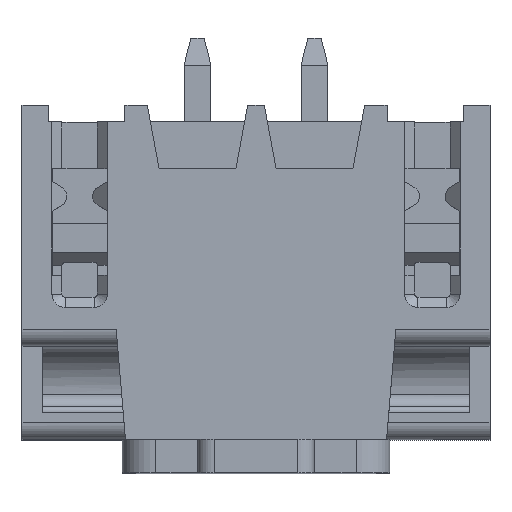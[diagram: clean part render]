
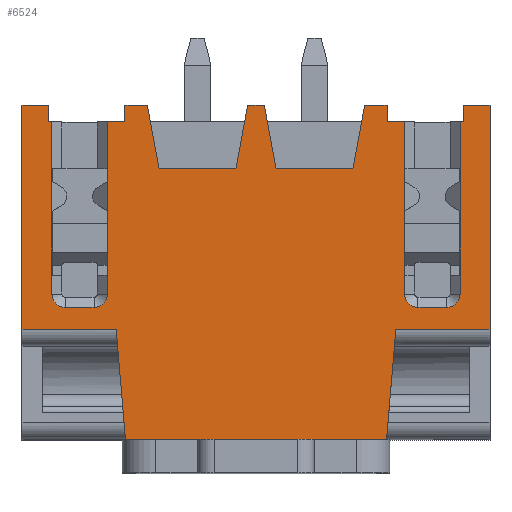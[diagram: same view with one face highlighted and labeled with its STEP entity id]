
A CAD part, top view. The second image highlights one B-rep face of the part: STEP entity #6524.
In plain terms, the highlighted planar face has unit normal (0, 0, 1).
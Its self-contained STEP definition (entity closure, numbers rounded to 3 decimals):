
#205=CIRCLE('',#6949,0.4);
#206=CIRCLE('',#6950,0.4);
#207=CIRCLE('',#6951,0.4);
#208=CIRCLE('',#6952,0.4);
#399=ORIENTED_EDGE('',*,*,#2311,.T.);
#400=ORIENTED_EDGE('',*,*,#2312,.T.);
#401=ORIENTED_EDGE('',*,*,#2266,.T.);
#402=ORIENTED_EDGE('',*,*,#2313,.T.);
#403=ORIENTED_EDGE('',*,*,#2314,.F.);
#404=ORIENTED_EDGE('',*,*,#2315,.F.);
#405=ORIENTED_EDGE('',*,*,#2316,.F.);
#406=ORIENTED_EDGE('',*,*,#2317,.F.);
#407=ORIENTED_EDGE('',*,*,#2318,.F.);
#408=ORIENTED_EDGE('',*,*,#2319,.F.);
#409=ORIENTED_EDGE('',*,*,#2320,.F.);
#410=ORIENTED_EDGE('',*,*,#2321,.F.);
#411=ORIENTED_EDGE('',*,*,#2322,.F.);
#412=ORIENTED_EDGE('',*,*,#2323,.T.);
#413=ORIENTED_EDGE('',*,*,#2324,.T.);
#414=ORIENTED_EDGE('',*,*,#2325,.T.);
#415=ORIENTED_EDGE('',*,*,#2326,.T.);
#416=ORIENTED_EDGE('',*,*,#2327,.T.);
#417=ORIENTED_EDGE('',*,*,#2328,.T.);
#418=ORIENTED_EDGE('',*,*,#2329,.T.);
#419=ORIENTED_EDGE('',*,*,#2330,.T.);
#420=ORIENTED_EDGE('',*,*,#2331,.T.);
#421=ORIENTED_EDGE('',*,*,#2332,.F.);
#422=ORIENTED_EDGE('',*,*,#2333,.T.);
#423=ORIENTED_EDGE('',*,*,#2334,.T.);
#424=ORIENTED_EDGE('',*,*,#2335,.T.);
#425=ORIENTED_EDGE('',*,*,#2336,.T.);
#426=ORIENTED_EDGE('',*,*,#2337,.T.);
#427=ORIENTED_EDGE('',*,*,#2338,.T.);
#428=ORIENTED_EDGE('',*,*,#2339,.T.);
#429=ORIENTED_EDGE('',*,*,#2340,.F.);
#430=ORIENTED_EDGE('',*,*,#2341,.T.);
#431=ORIENTED_EDGE('',*,*,#2272,.T.);
#432=ORIENTED_EDGE('',*,*,#2342,.T.);
#433=ORIENTED_EDGE('',*,*,#2343,.T.);
#434=ORIENTED_EDGE('',*,*,#2344,.T.);
#2266=EDGE_CURVE('',#3221,#3222,#3841,.T.);
#2272=EDGE_CURVE('',#3228,#3227,#3847,.T.);
#2311=EDGE_CURVE('',#3265,#3266,#205,.T.);
#2312=EDGE_CURVE('',#3266,#3221,#3886,.T.);
#2313=EDGE_CURVE('',#3222,#3267,#3887,.T.);
#2314=EDGE_CURVE('',#3268,#3267,#3888,.T.);
#2315=EDGE_CURVE('',#3269,#3268,#3889,.T.);
#2316=EDGE_CURVE('',#3270,#3269,#3890,.T.);
#2317=EDGE_CURVE('',#3271,#3270,#3891,.T.);
#2318=EDGE_CURVE('',#3272,#3271,#3892,.T.);
#2319=EDGE_CURVE('',#3273,#3272,#3893,.T.);
#2320=EDGE_CURVE('',#3274,#3273,#3894,.T.);
#2321=EDGE_CURVE('',#3275,#3274,#3895,.T.);
#2322=EDGE_CURVE('',#3276,#3275,#3896,.T.);
#2323=EDGE_CURVE('',#3276,#3277,#3897,.T.);
#2324=EDGE_CURVE('',#3277,#3278,#3898,.T.);
#2325=EDGE_CURVE('',#3278,#3279,#3899,.T.);
#2326=EDGE_CURVE('',#3279,#3280,#206,.T.);
#2327=EDGE_CURVE('',#3280,#3281,#3900,.T.);
#2328=EDGE_CURVE('',#3281,#3282,#207,.T.);
#2329=EDGE_CURVE('',#3282,#3283,#3901,.T.);
#2330=EDGE_CURVE('',#3283,#3284,#3902,.T.);
#2331=EDGE_CURVE('',#3284,#3285,#3903,.T.);
#2332=EDGE_CURVE('',#3286,#3285,#3904,.T.);
#2333=EDGE_CURVE('',#3286,#3287,#3905,.T.);
#2334=EDGE_CURVE('',#3287,#3288,#3906,.T.);
#2335=EDGE_CURVE('',#3288,#3289,#3907,.T.);
#2336=EDGE_CURVE('',#3289,#3290,#3908,.T.);
#2337=EDGE_CURVE('',#3290,#3291,#3909,.T.);
#2338=EDGE_CURVE('',#3291,#3292,#3910,.T.);
#2339=EDGE_CURVE('',#3292,#3293,#3911,.T.);
#2340=EDGE_CURVE('',#3294,#3293,#3912,.T.);
#2341=EDGE_CURVE('',#3294,#3228,#3913,.T.);
#2342=EDGE_CURVE('',#3227,#3295,#3914,.T.);
#2343=EDGE_CURVE('',#3295,#3296,#208,.T.);
#2344=EDGE_CURVE('',#3296,#3265,#3915,.T.);
#3221=VERTEX_POINT('',#9388);
#3222=VERTEX_POINT('',#9389);
#3227=VERTEX_POINT('',#9399);
#3228=VERTEX_POINT('',#9401);
#3265=VERTEX_POINT('',#9481);
#3266=VERTEX_POINT('',#9482);
#3267=VERTEX_POINT('',#9485);
#3268=VERTEX_POINT('',#9487);
#3269=VERTEX_POINT('',#9489);
#3270=VERTEX_POINT('',#9491);
#3271=VERTEX_POINT('',#9493);
#3272=VERTEX_POINT('',#9495);
#3273=VERTEX_POINT('',#9497);
#3274=VERTEX_POINT('',#9499);
#3275=VERTEX_POINT('',#9501);
#3276=VERTEX_POINT('',#9503);
#3277=VERTEX_POINT('',#9505);
#3278=VERTEX_POINT('',#9507);
#3279=VERTEX_POINT('',#9509);
#3280=VERTEX_POINT('',#9511);
#3281=VERTEX_POINT('',#9513);
#3282=VERTEX_POINT('',#9515);
#3283=VERTEX_POINT('',#9517);
#3284=VERTEX_POINT('',#9519);
#3285=VERTEX_POINT('',#9521);
#3286=VERTEX_POINT('',#9523);
#3287=VERTEX_POINT('',#9525);
#3288=VERTEX_POINT('',#9527);
#3289=VERTEX_POINT('',#9529);
#3290=VERTEX_POINT('',#9531);
#3291=VERTEX_POINT('',#9533);
#3292=VERTEX_POINT('',#9535);
#3293=VERTEX_POINT('',#9537);
#3294=VERTEX_POINT('',#9539);
#3295=VERTEX_POINT('',#9542);
#3296=VERTEX_POINT('',#9544);
#3841=LINE('',#9387,#4627);
#3847=LINE('',#9400,#4633);
#3886=LINE('',#9483,#4672);
#3887=LINE('',#9484,#4673);
#3888=LINE('',#9486,#4674);
#3889=LINE('',#9488,#4675);
#3890=LINE('',#9490,#4676);
#3891=LINE('',#9492,#4677);
#3892=LINE('',#9494,#4678);
#3893=LINE('',#9496,#4679);
#3894=LINE('',#9498,#4680);
#3895=LINE('',#9500,#4681);
#3896=LINE('',#9502,#4682);
#3897=LINE('',#9504,#4683);
#3898=LINE('',#9506,#4684);
#3899=LINE('',#9508,#4685);
#3900=LINE('',#9512,#4686);
#3901=LINE('',#9516,#4687);
#3902=LINE('',#9518,#4688);
#3903=LINE('',#9520,#4689);
#3904=LINE('',#9522,#4690);
#3905=LINE('',#9524,#4691);
#3906=LINE('',#9526,#4692);
#3907=LINE('',#9528,#4693);
#3908=LINE('',#9530,#4694);
#3909=LINE('',#9532,#4695);
#3910=LINE('',#9534,#4696);
#3911=LINE('',#9536,#4697);
#3912=LINE('',#9538,#4698);
#3913=LINE('',#9540,#4699);
#3914=LINE('',#9541,#4700);
#3915=LINE('',#9545,#4701);
#4627=VECTOR('',#7515,1000.);
#4633=VECTOR('',#7521,1000.);
#4672=VECTOR('',#7570,1000.);
#4673=VECTOR('',#7571,1000.);
#4674=VECTOR('',#7572,1000.);
#4675=VECTOR('',#7573,1000.);
#4676=VECTOR('',#7574,1000.);
#4677=VECTOR('',#7575,1000.);
#4678=VECTOR('',#7576,1000.);
#4679=VECTOR('',#7577,1000.);
#4680=VECTOR('',#7578,1000.);
#4681=VECTOR('',#7579,1000.);
#4682=VECTOR('',#7580,1000.);
#4683=VECTOR('',#7581,1000.);
#4684=VECTOR('',#7582,1000.);
#4685=VECTOR('',#7583,1000.);
#4686=VECTOR('',#7586,1000.);
#4687=VECTOR('',#7589,1000.);
#4688=VECTOR('',#7590,1000.);
#4689=VECTOR('',#7591,1000.);
#4690=VECTOR('',#7592,1000.);
#4691=VECTOR('',#7593,1000.);
#4692=VECTOR('',#7594,1000.);
#4693=VECTOR('',#7595,1000.);
#4694=VECTOR('',#7596,1000.);
#4695=VECTOR('',#7597,1000.);
#4696=VECTOR('',#7598,1000.);
#4697=VECTOR('',#7599,1000.);
#4698=VECTOR('',#7600,1000.);
#4699=VECTOR('',#7601,1000.);
#4700=VECTOR('',#7602,1000.);
#4701=VECTOR('',#7605,1000.);
#5401=EDGE_LOOP('',(#399,#400,#401,#402,#403,#404,#405,#406,#407,#408,#409,
#410,#411,#412,#413,#414,#415,#416,#417,#418,#419,#420,#421,#422,#423,#424,
#425,#426,#427,#428,#429,#430,#431,#432,#433,#434));
#5826=FACE_BOUND('',#5401,.T.);
#6249=PLANE('',#6948);
#6524=ADVANCED_FACE('',(#5826),#6249,.F.);
#6948=AXIS2_PLACEMENT_3D('',#9479,#7566,#7567);
#6949=AXIS2_PLACEMENT_3D('',#9480,#7568,#7569);
#6950=AXIS2_PLACEMENT_3D('',#9510,#7584,#7585);
#6951=AXIS2_PLACEMENT_3D('',#9514,#7587,#7588);
#6952=AXIS2_PLACEMENT_3D('',#9543,#7603,#7604);
#7515=DIRECTION('',(-1.,0.,0.));
#7521=DIRECTION('',(-1.,0.,0.));
#7566=DIRECTION('',(0.,0.,-1.));
#7567=DIRECTION('',(-1.,0.,0.));
#7568=DIRECTION('',(0.,0.,-1.));
#7569=DIRECTION('',(-1.,0.,0.));
#7570=DIRECTION('',(0.,1.,0.));
#7571=DIRECTION('',(0.,1.,0.));
#7572=DIRECTION('',(1.,0.,0.));
#7573=DIRECTION('',(0.181,0.983,0.));
#7574=DIRECTION('',(1.,0.,0.));
#7575=DIRECTION('',(0.181,-0.983,0.));
#7576=DIRECTION('',(1.,0.,0.));
#7577=DIRECTION('',(0.181,0.983,0.));
#7578=DIRECTION('',(1.,0.,0.));
#7579=DIRECTION('',(0.181,-0.983,0.));
#7580=DIRECTION('',(1.,0.,0.));
#7581=DIRECTION('',(0.,-1.,0.));
#7582=DIRECTION('',(-1.,0.,0.));
#7583=DIRECTION('',(0.,-1.,0.));
#7584=DIRECTION('',(0.,0.,-1.));
#7585=DIRECTION('',(-1.,0.,0.));
#7586=DIRECTION('',(-1.,0.,0.));
#7587=DIRECTION('',(0.,0.,-1.));
#7588=DIRECTION('',(-1.,0.,0.));
#7589=DIRECTION('',(0.,1.,0.));
#7590=DIRECTION('',(-1.,0.,0.));
#7591=DIRECTION('',(0.,1.,0.));
#7592=DIRECTION('',(1.,0.,0.));
#7593=DIRECTION('',(0.,-1.,0.));
#7594=DIRECTION('',(1.,0.,0.));
#7595=DIRECTION('',(0.084,-0.996,0.));
#7596=DIRECTION('',(1.,0.,0.));
#7597=DIRECTION('',(0.084,0.996,0.));
#7598=DIRECTION('',(1.,0.,0.));
#7599=DIRECTION('',(0.,1.,0.));
#7600=DIRECTION('',(1.,0.,0.));
#7601=DIRECTION('',(0.,-1.,0.));
#7602=DIRECTION('',(0.,-1.,0.));
#7603=DIRECTION('',(0.,0.,-1.));
#7604=DIRECTION('',(-1.,0.,0.));
#7605=DIRECTION('',(-1.,0.,0.));
#9387=CARTESIAN_POINT('',(6.2,4.5,5.3));
#9388=CARTESIAN_POINT('',(4.445,4.5,5.3));
#9389=CARTESIAN_POINT('',(3.92,4.5,5.3));
#9399=CARTESIAN_POINT('',(6.105,4.5,5.3));
#9400=CARTESIAN_POINT('',(6.2,4.5,5.3));
#9401=CARTESIAN_POINT('',(6.2,4.5,5.3));
#9479=CARTESIAN_POINT('',(-3.9,-5.,5.3));
#9480=CARTESIAN_POINT('',(4.845,-0.65,5.3));
#9481=CARTESIAN_POINT('',(4.845,-1.05,5.3));
#9482=CARTESIAN_POINT('',(4.445,-0.65,5.3));
#9483=CARTESIAN_POINT('',(4.445,-5.,5.3));
#9484=CARTESIAN_POINT('',(3.92,4.5,5.3));
#9485=CARTESIAN_POINT('',(3.92,5.,5.3));
#9486=CARTESIAN_POINT('',(-3.9,5.,5.3));
#9487=CARTESIAN_POINT('',(3.25,5.,5.3));
#9488=CARTESIAN_POINT('',(2.9,3.1,5.3));
#9489=CARTESIAN_POINT('',(2.9,3.1,5.3));
#9490=CARTESIAN_POINT('',(0.6,3.1,5.3));
#9491=CARTESIAN_POINT('',(0.6,3.1,5.3));
#9492=CARTESIAN_POINT('',(0.25,5.,5.3));
#9493=CARTESIAN_POINT('',(0.25,5.,5.3));
#9494=CARTESIAN_POINT('',(-3.9,5.,5.3));
#9495=CARTESIAN_POINT('',(-0.25,5.,5.3));
#9496=CARTESIAN_POINT('',(-0.6,3.1,5.3));
#9497=CARTESIAN_POINT('',(-0.6,3.1,5.3));
#9498=CARTESIAN_POINT('',(-2.9,3.1,5.3));
#9499=CARTESIAN_POINT('',(-2.9,3.1,5.3));
#9500=CARTESIAN_POINT('',(-3.25,5.,5.3));
#9501=CARTESIAN_POINT('',(-3.25,5.,5.3));
#9502=CARTESIAN_POINT('',(-3.9,5.,5.3));
#9503=CARTESIAN_POINT('',(-3.92,5.,5.3));
#9504=CARTESIAN_POINT('',(-3.92,5.,5.3));
#9505=CARTESIAN_POINT('',(-3.92,4.5,5.3));
#9506=CARTESIAN_POINT('',(-3.92,4.5,5.3));
#9507=CARTESIAN_POINT('',(-4.445,4.5,5.3));
#9508=CARTESIAN_POINT('',(-4.445,-5.,5.3));
#9509=CARTESIAN_POINT('',(-4.445,-0.65,5.3));
#9510=CARTESIAN_POINT('',(-4.845,-0.65,5.3));
#9511=CARTESIAN_POINT('',(-4.845,-1.05,5.3));
#9512=CARTESIAN_POINT('',(-3.9,-1.05,5.3));
#9513=CARTESIAN_POINT('',(-5.705,-1.05,5.3));
#9514=CARTESIAN_POINT('',(-5.705,-0.65,5.3));
#9515=CARTESIAN_POINT('',(-6.105,-0.65,5.3));
#9516=CARTESIAN_POINT('',(-6.105,-5.,5.3));
#9517=CARTESIAN_POINT('',(-6.105,4.5,5.3));
#9518=CARTESIAN_POINT('',(-3.92,4.5,5.3));
#9519=CARTESIAN_POINT('',(-6.2,4.5,5.3));
#9520=CARTESIAN_POINT('',(-6.2,4.5,5.3));
#9521=CARTESIAN_POINT('',(-6.2,5.,5.3));
#9522=CARTESIAN_POINT('',(-3.9,5.,5.3));
#9523=CARTESIAN_POINT('',(-7.,5.,5.3));
#9524=CARTESIAN_POINT('',(-7.,5.,5.3));
#9525=CARTESIAN_POINT('',(-7.,-1.7,5.3));
#9526=CARTESIAN_POINT('',(-4.14,-1.7,5.3));
#9527=CARTESIAN_POINT('',(-4.182,-1.7,5.3));
#9528=CARTESIAN_POINT('',(-4.14,-2.2,5.3));
#9529=CARTESIAN_POINT('',(-3.905,-5.,5.3));
#9530=CARTESIAN_POINT('',(-3.9,-5.,5.3));
#9531=CARTESIAN_POINT('',(3.905,-5.,5.3));
#9532=CARTESIAN_POINT('',(3.905,-5.,5.3));
#9533=CARTESIAN_POINT('',(4.182,-1.7,5.3));
#9534=CARTESIAN_POINT('',(7.,-1.7,5.3));
#9535=CARTESIAN_POINT('',(7.,-1.7,5.3));
#9536=CARTESIAN_POINT('',(7.,-5.,5.3));
#9537=CARTESIAN_POINT('',(7.,5.,5.3));
#9538=CARTESIAN_POINT('',(-3.9,5.,5.3));
#9539=CARTESIAN_POINT('',(6.2,5.,5.3));
#9540=CARTESIAN_POINT('',(6.2,5.,5.3));
#9541=CARTESIAN_POINT('',(6.105,-5.,5.3));
#9542=CARTESIAN_POINT('',(6.105,-0.65,5.3));
#9543=CARTESIAN_POINT('',(5.705,-0.65,5.3));
#9544=CARTESIAN_POINT('',(5.705,-1.05,5.3));
#9545=CARTESIAN_POINT('',(-3.9,-1.05,5.3));
